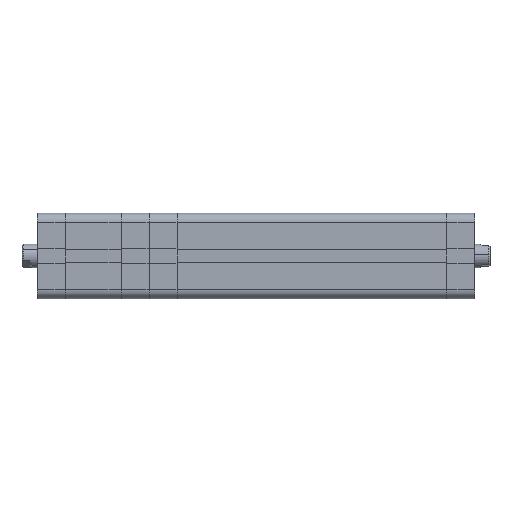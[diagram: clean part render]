
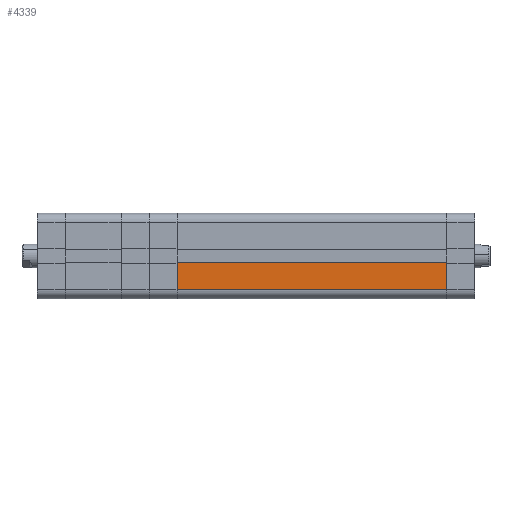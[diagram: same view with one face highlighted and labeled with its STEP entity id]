
A CAD part, front view. The second image highlights one B-rep face of the part: STEP entity #4339.
In plain terms, the highlighted planar face has unit normal (0, -1, 0).
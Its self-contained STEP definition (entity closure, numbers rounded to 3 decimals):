
#766 = EDGE_CURVE ( 'NONE', #7738, #4551, #11031, .T. ) ;
#890 = ORIENTED_EDGE ( 'NONE', *, *, #26978, .T. ) ;
#973 = AXIS2_PLACEMENT_3D ( 'NONE', #26542, #16003, #11405 ) ;
#1080 = PLANE ( 'NONE',  #973 ) ;
#1349 = ORIENTED_EDGE ( 'NONE', *, *, #11919, .T. ) ;
#2366 = CARTESIAN_POINT ( 'NONE',  ( 113.5, -18., -2.8 ) ) ;
#2599 = VERTEX_POINT ( 'NONE', #2366 ) ;
#3661 = LINE ( 'NONE', #20648, #4648 ) ;
#4339 = ADVANCED_FACE ( 'NONE', ( #22381 ), #1080, .F. ) ;
#4551 = VERTEX_POINT ( 'NONE', #10655 ) ;
#4648 = VECTOR ( 'NONE', #10059, 1000. ) ;
#6024 = LINE ( 'NONE', #23267, #13530 ) ;
#7738 = VERTEX_POINT ( 'NONE', #16162 ) ;
#10059 = DIRECTION ( 'NONE',  ( -1., 0., 0. ) ) ;
#10655 = CARTESIAN_POINT ( 'NONE',  ( 0., -18., -14. ) ) ;
#11031 = LINE ( 'NONE', #13129, #25615 ) ;
#11405 = DIRECTION ( 'NONE',  ( 0., 0., 1. ) ) ;
#11416 = LINE ( 'NONE', #19894, #25023 ) ;
#11827 = DIRECTION ( 'NONE',  ( 1., 0., 0. ) ) ;
#11919 = EDGE_CURVE ( 'NONE', #2599, #7738, #3661, .T. ) ;
#13129 = CARTESIAN_POINT ( 'NONE',  ( 0., -18., -18. ) ) ;
#13530 = VECTOR ( 'NONE', #25342, 1000. ) ;
#15240 = EDGE_LOOP ( 'NONE', ( #1349, #16628, #890, #20396 ) ) ;
#16003 = DIRECTION ( 'NONE',  ( 0., 1., 0. ) ) ;
#16162 = CARTESIAN_POINT ( 'NONE',  ( 0., -18., -2.8 ) ) ;
#16628 = ORIENTED_EDGE ( 'NONE', *, *, #766, .T. ) ;
#19160 = VERTEX_POINT ( 'NONE', #23717 ) ;
#19894 = CARTESIAN_POINT ( 'NONE',  ( 113.5, -18., -14. ) ) ;
#20396 = ORIENTED_EDGE ( 'NONE', *, *, #26281, .F. ) ;
#20648 = CARTESIAN_POINT ( 'NONE',  ( 113.501, -18., -2.8 ) ) ;
#21325 = DIRECTION ( 'NONE',  ( 0., 0., -1. ) ) ;
#22381 = FACE_OUTER_BOUND ( 'NONE', #15240, .T. ) ;
#23267 = CARTESIAN_POINT ( 'NONE',  ( 113.5, -18., -18. ) ) ;
#23717 = CARTESIAN_POINT ( 'NONE',  ( 113.5, -18., -14. ) ) ;
#25023 = VECTOR ( 'NONE', #11827, 1000. ) ;
#25342 = DIRECTION ( 'NONE',  ( 0., 0., -1. ) ) ;
#25615 = VECTOR ( 'NONE', #21325, 1000. ) ;
#26281 = EDGE_CURVE ( 'NONE', #2599, #19160, #6024, .T. ) ;
#26542 = CARTESIAN_POINT ( 'NONE',  ( 113.5, -18., -18. ) ) ;
#26978 = EDGE_CURVE ( 'NONE', #4551, #19160, #11416, .T. ) ;
